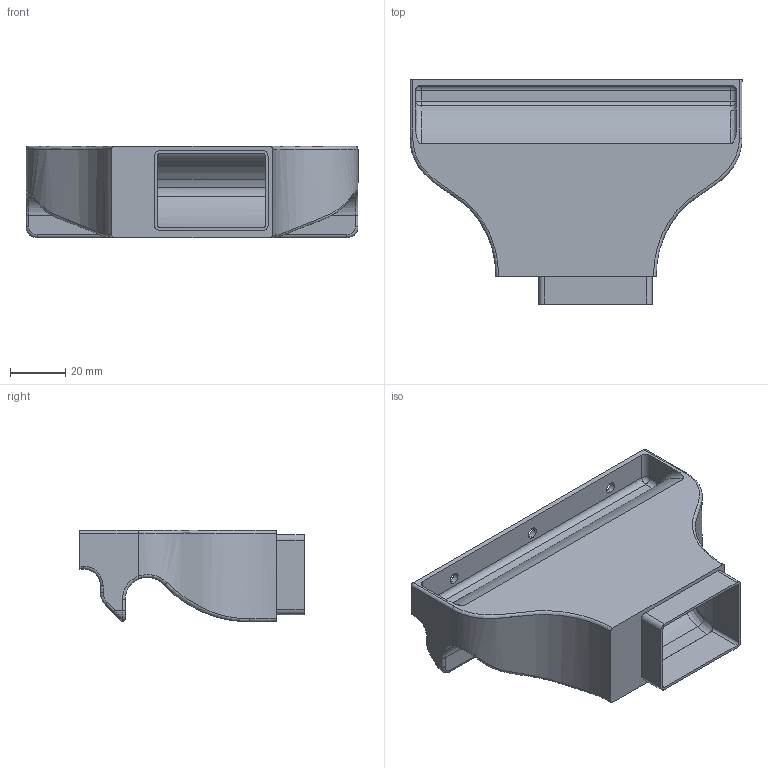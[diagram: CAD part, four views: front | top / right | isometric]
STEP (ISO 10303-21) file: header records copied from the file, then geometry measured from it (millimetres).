
FILE_DESCRIPTION (( 'STEP AP214' ), '1' );
FILE_NAME ('High_Flow_Fanduct.STEP', '2023-04-23T08:20:54', ( '' ), ( '' ), 'SwSTEP 2.0', 'SolidWorks 2018', '' );
FILE_SCHEMA (( 'AUTOMOTIVE_DESIGN' ));
Length unit declared in the file: millimetre
Products named in the file (1): High_Flow_Fanduct
Bounding box: 120 x 81.12 x 33 mm (x, y, z)
Volume: 46857.6 mm3; surface area: 44680.5 mm2
Topology: 1 solids, 1 shells, 181 faces, 476 edges, 284 vertices
Faces by surface type: cylinder 65, plane 63, bspline 34, torus 15, sphere 4
Entity records: 7957 total; most frequent: CARTESIAN_POINT 3832, ORIENTED_EDGE 944, DIRECTION 755, EDGE_CURVE 472, VERTEX_POINT 284, AXIS2_PLACEMENT_3D 265, VECTOR 225, LINE 225
